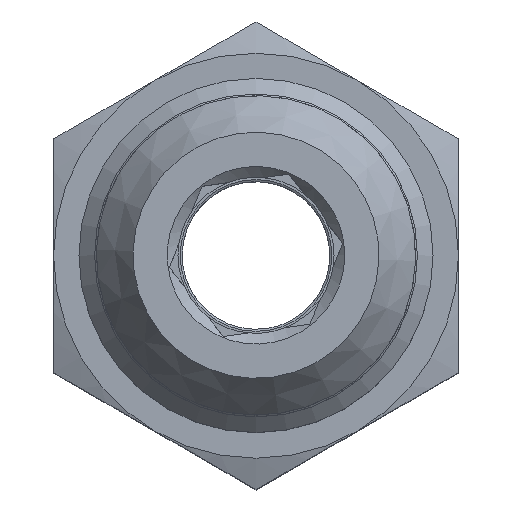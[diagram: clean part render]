
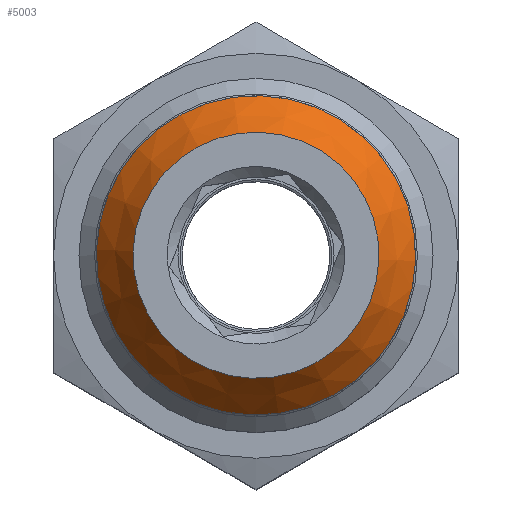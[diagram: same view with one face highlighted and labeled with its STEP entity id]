
A CAD part, top view. The second image highlights one B-rep face of the part: STEP entity #5003.
In plain terms, the highlighted conical face has half-angle 37 degrees and reference radius 25.4 mm.
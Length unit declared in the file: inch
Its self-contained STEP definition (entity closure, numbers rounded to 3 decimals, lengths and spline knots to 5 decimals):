
#4957=CARTESIAN_POINT('',(-0.45586,0.,-0.248));
#4958=VERTEX_POINT('',#4957);
#4959=CARTESIAN_POINT('',(0.0,0.0,-0.248));
#4960=DIRECTION('',(0.0,0.0,1.0));
#4961=DIRECTION('',(1.0,0.0,0.0));
#4962=AXIS2_PLACEMENT_3D('',#4959,#4960,#4961);
#4963=CIRCLE('',#4962,0.45586);
#4964=EDGE_CURVE('',#4958,#4958,#4963,.T.);
#4984=CARTESIAN_POINT('',(0.0,0.0,0.4741));
#4985=DIRECTION('',(0.0,0.0,1.0));
#4986=DIRECTION('',(1.0,0.0,0.0));
#4987=AXIS2_PLACEMENT_3D('',#4984,#4985,#4986);
#4988=CONICAL_SURFACE('',#4987,1.0,37.0);
#4989=ORIENTED_EDGE('',*,*,#4964,.T.);
#4990=EDGE_LOOP('',(#4989));
#4991=FACE_OUTER_BOUND('',#4990,.T.);
#4992=CARTESIAN_POINT('',(-0.5915,0.,-0.068));
#4993=VERTEX_POINT('',#4992);
#4994=CARTESIAN_POINT('',(0.0,0.0,-0.068));
#4995=DIRECTION('',(0.0,0.0,1.0));
#4996=DIRECTION('',(1.0,0.0,0.0));
#4997=AXIS2_PLACEMENT_3D('',#4994,#4995,#4996);
#4998=CIRCLE('',#4997,0.5915);
#4999=EDGE_CURVE('',#4993,#4993,#4998,.T.);
#5000=ORIENTED_EDGE('',*,*,#4999,.F.);
#5001=EDGE_LOOP('',(#5000));
#5002=FACE_BOUND('',#5001,.T.);
#5003=ADVANCED_FACE('',(#4991,#5002),#4988,.T.);
